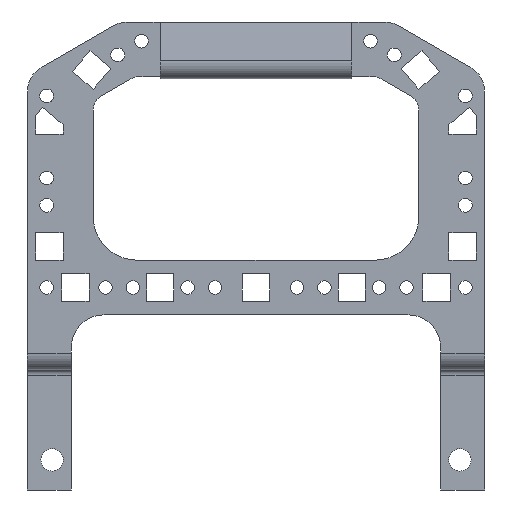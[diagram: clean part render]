
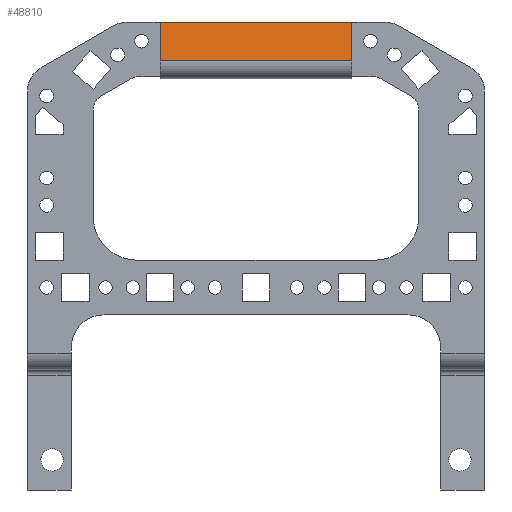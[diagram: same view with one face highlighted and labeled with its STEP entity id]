
A CAD part, front view. The second image highlights one B-rep face of the part: STEP entity #48810.
In plain terms, the highlighted planar face has unit normal (0, -0.987, 0.164).
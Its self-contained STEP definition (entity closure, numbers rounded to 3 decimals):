
#21380=CARTESIAN_POINT('',(91.507,69.668,89.4))
;
#21390=VERTEX_POINT('',#21380);
#21420=CARTESIAN_POINT('',(102.291,69.668,
89.4));
#21430=DIRECTION('',(-1.,0.,0.));
#21440=VECTOR('',#21430,1.);
#21450=LINE('',#21420,#21440);
#21460=CARTESIAN_POINT('',(56.507,69.668,
89.4));
#21470=VERTEX_POINT('',#21460);
#21480=EDGE_CURVE('',#21390,#21470,#21450,.T.);
#21750=CARTESIAN_POINT('',(91.507,68.008,79.386));
#21760=DIRECTION('',(0.,0.164,
0.987));
#21770=VECTOR('',#21760,1.);
#21780=LINE('',#21750,#21770);
#21790=CARTESIAN_POINT('',(91.507,68.492,82.307))
;
#21800=VERTEX_POINT('',#21790);
#21810=EDGE_CURVE('',#21800,#21390,#21780,.T.);
#32550=CARTESIAN_POINT('',(56.507,68.492,
82.307));
#32560=VERTEX_POINT('',#32550);
#32750=CARTESIAN_POINT('',(56.507,68.008,
79.386));
#32760=DIRECTION('',(0.,0.164,
0.987));
#32770=VECTOR('',#32760,1.);
#32780=LINE('',#32750,#32770);
#32790=EDGE_CURVE('',#32560,#21470,#32780,.T.);
#48530=CARTESIAN_POINT('',(91.507,68.492,82.307))
;
#48540=DIRECTION('',(-1.,0.,0.));
#48550=VECTOR('',#48540,1.);
#48560=LINE('',#48530,#48550);
#48570=EDGE_CURVE('',#21800,#32560,#48560,.T.);
#48700=CARTESIAN_POINT('',(91.507,69.602,89.))
;
#48710=DIRECTION('',(0.,-0.987,0.164));
#48720=DIRECTION('',(0.,-0.164,-0.987));
#48730=AXIS2_PLACEMENT_3D('',#48700,#48710,#48720);
#48740=PLANE('',#48730);
#48750=ORIENTED_EDGE('',*,*,#48570,.F.);
#48760=ORIENTED_EDGE('',*,*,#32790,.F.);
#48770=ORIENTED_EDGE('',*,*,#21480,.T.);
#48780=ORIENTED_EDGE('',*,*,#21810,.T.);
#48790=EDGE_LOOP('',(#48780,#48770,#48760,#48750));
#48800=FACE_OUTER_BOUND('',#48790,.T.);
#48810=ADVANCED_FACE('',(#48800),#48740,.T.);
